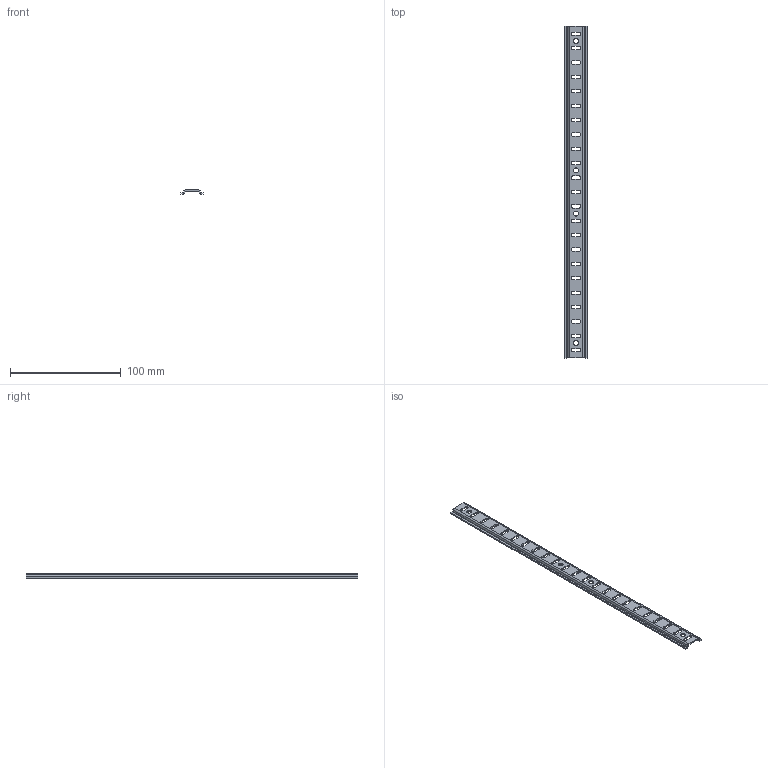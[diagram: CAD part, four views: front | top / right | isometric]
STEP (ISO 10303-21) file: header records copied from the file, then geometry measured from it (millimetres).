
FILE_DESCRIPTION (( 'STEP AP203' ), '1' );
FILE_NAME ('FC-1751-6.STEP', '2009-09-28T07:32:56', ( ' ' ), ( ' ' ), 'SwSTEP 2.0', 'SolidWorks 2007', '' );
FILE_SCHEMA (( 'CONFIG_CONTROL_DESIGN' ));
Length unit declared in the file: millimetre
Products named in the file (1): FC-1751-6
Bounding box: 20 x 300 x 4 mm (x, y, z)
Volume: 7516.2 mm3; surface area: 13961.5 mm2
Topology: 1 solids, 1 shells, 145 faces, 429 edges, 286 vertices
Faces by surface type: cylinder 85, plane 60
Entity records: 5098 total; most frequent: DIRECTION 891, CARTESIAN_POINT 861, ORIENTED_EDGE 858, EDGE_CURVE 429, AXIS2_PLACEMENT_3D 316, VERTEX_POINT 286, LINE 259, VECTOR 259
